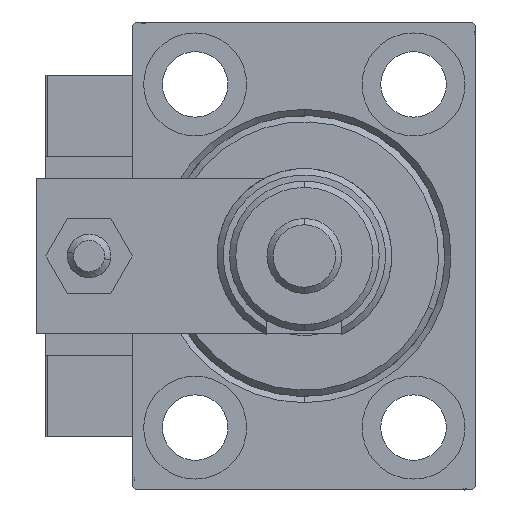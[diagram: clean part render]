
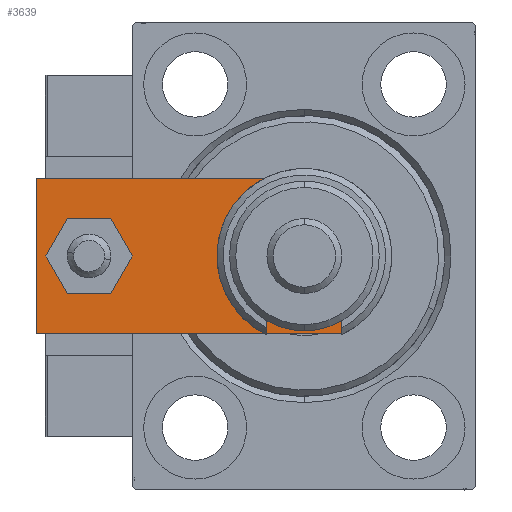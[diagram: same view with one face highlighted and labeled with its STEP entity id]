
A CAD part, left-side view. The second image highlights one B-rep face of the part: STEP entity #3639.
In plain terms, the highlighted face is planar.
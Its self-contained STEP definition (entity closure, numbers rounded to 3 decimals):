
#421 = ORIENTED_EDGE ( 'NONE', *, *, #19620, .T. ) ;
#582 = DIRECTION ( 'NONE',  ( 0.707, 0.707, 0. ) ) ;
#639 = ORIENTED_EDGE ( 'NONE', *, *, #7473, .F. ) ;
#986 = EDGE_CURVE ( 'NONE', #9232, #48282, #45028, .T. ) ;
#1113 = DIRECTION ( 'NONE',  ( 0., -1., 0. ) ) ;
#2016 = DIRECTION ( 'NONE',  ( 0., 0., 1. ) ) ;
#2444 = DIRECTION ( 'NONE',  ( 1., 0., 0. ) ) ;
#3639 = ADVANCED_FACE ( 'NONE', ( #47398, #10312, #30077 ), #10848, .T. ) ;
#6256 = DIRECTION ( 'NONE',  ( 0., 0., 1. ) ) ;
#6472 = VECTOR ( 'NONE', #41287, 1000. ) ;
#6769 = DIRECTION ( 'NONE',  ( 0., 0., 1. ) ) ;
#7473 = EDGE_CURVE ( 'NONE', #25531, #27260, #14651, .T. ) ;
#9232 = VERTEX_POINT ( 'NONE', #35691 ) ;
#10312 = FACE_OUTER_BOUND ( 'NONE', #39593, .T. ) ;
#10682 = CARTESIAN_POINT ( 'NONE',  ( 0., 46.5, 6. ) ) ;
#10790 = VECTOR ( 'NONE', #582, 1000. ) ;
#10848 = PLANE ( 'NONE',  #12072 ) ;
#11518 = VERTEX_POINT ( 'NONE', #15630 ) ;
#11734 = EDGE_CURVE ( 'NONE', #27260, #25531, #49392, .T. ) ;
#12072 = AXIS2_PLACEMENT_3D ( 'NONE', #35473, #6769, #2444 ) ;
#12618 = CARTESIAN_POINT ( 'NONE',  ( -12.5, 55., 6. ) ) ;
#13285 = VECTOR ( 'NONE', #1113, 1000. ) ;
#14651 = CIRCLE ( 'NONE', #40619, 4. ) ;
#14668 = ORIENTED_EDGE ( 'NONE', *, *, #19262, .F. ) ;
#15043 = CIRCLE ( 'NONE', #53108, 8.25 ) ;
#15630 = CARTESIAN_POINT ( 'NONE',  ( -8.25, 12., 6. ) ) ;
#15794 = DIRECTION ( 'NONE',  ( 0., 1., 0. ) ) ;
#16131 = VERTEX_POINT ( 'NONE', #34050 ) ;
#16626 = DIRECTION ( 'NONE',  ( 1., 0., 0. ) ) ;
#17355 = VERTEX_POINT ( 'NONE', #12618 ) ;
#19262 = EDGE_CURVE ( 'NONE', #48642, #11518, #33997, .T. ) ;
#19337 = VECTOR ( 'NONE', #37510, 1000. ) ;
#19350 = DIRECTION ( 'NONE',  ( 1., 0., 0. ) ) ;
#19620 = EDGE_CURVE ( 'NONE', #17355, #40760, #38207, .T. ) ;
#21757 = AXIS2_PLACEMENT_3D ( 'NONE', #10682, #2016, #19350 ) ;
#22978 = EDGE_CURVE ( 'NONE', #40760, #16131, #44833, .T. ) ;
#25531 = VERTEX_POINT ( 'NONE', #40197 ) ;
#25812 = CARTESIAN_POINT ( 'NONE',  ( 6.84, 0., 6. ) ) ;
#25831 = CARTESIAN_POINT ( 'NONE',  ( 0., 12., 6. ) ) ;
#25849 = EDGE_LOOP ( 'NONE', ( #35462, #14668 ) ) ;
#26592 = DIRECTION ( 'NONE',  ( 1., 0., 0. ) ) ;
#27092 = AXIS2_PLACEMENT_3D ( 'NONE', #25831, #42320, #16626 ) ;
#27260 = VERTEX_POINT ( 'NONE', #45541 ) ;
#28306 = CARTESIAN_POINT ( 'NONE',  ( -12.5, 0., 6. ) ) ;
#28763 = CARTESIAN_POINT ( 'NONE',  ( 8.25, 12., 6. ) ) ;
#29003 = CARTESIAN_POINT ( 'NONE',  ( 0., 12., 6. ) ) ;
#29015 = CARTESIAN_POINT ( 'NONE',  ( -12.5, 55., 6. ) ) ;
#30077 = FACE_BOUND ( 'NONE', #25849, .T. ) ;
#30609 = CARTESIAN_POINT ( 'NONE',  ( 3.42, -3.42, 6. ) ) ;
#32276 = DIRECTION ( 'NONE',  ( 1., 0., 0. ) ) ;
#32402 = EDGE_CURVE ( 'NONE', #48282, #17355, #33972, .T. ) ;
#33393 = VECTOR ( 'NONE', #36694, 1000. ) ;
#33972 = LINE ( 'NONE', #38044, #19337 ) ;
#33997 = CIRCLE ( 'NONE', #27092, 8.25 ) ;
#34050 = CARTESIAN_POINT ( 'NONE',  ( -6.84, 0., 6. ) ) ;
#35317 = ORIENTED_EDGE ( 'NONE', *, *, #32402, .T. ) ;
#35404 = EDGE_LOOP ( 'NONE', ( #639, #41611 ) ) ;
#35462 = ORIENTED_EDGE ( 'NONE', *, *, #35682, .F. ) ;
#35473 = CARTESIAN_POINT ( 'NONE',  ( 0., 0., 6. ) ) ;
#35682 = EDGE_CURVE ( 'NONE', #11518, #48642, #15043, .T. ) ;
#35691 = CARTESIAN_POINT ( 'NONE',  ( 12.5, 5.66, 6. ) ) ;
#36186 = ORIENTED_EDGE ( 'NONE', *, *, #986, .T. ) ;
#36694 = DIRECTION ( 'NONE',  ( 1., 0., 0. ) ) ;
#36702 = EDGE_CURVE ( 'NONE', #43096, #9232, #50386, .T. ) ;
#36709 = CARTESIAN_POINT ( 'NONE',  ( -3.42, -3.42, 6. ) ) ;
#37510 = DIRECTION ( 'NONE',  ( -1., 0., 0. ) ) ;
#38044 = CARTESIAN_POINT ( 'NONE',  ( 12.5, 55., 6. ) ) ;
#38207 = LINE ( 'NONE', #29015, #13285 ) ;
#39593 = EDGE_LOOP ( 'NONE', ( #421, #45119, #52814, #40897, #36186, #35317 ) ) ;
#40197 = CARTESIAN_POINT ( 'NONE',  ( -4., 46.5, 6. ) ) ;
#40619 = AXIS2_PLACEMENT_3D ( 'NONE', #43364, #6256, #26592 ) ;
#40665 = EDGE_CURVE ( 'NONE', #16131, #43096, #48887, .T. ) ;
#40760 = VERTEX_POINT ( 'NONE', #49059 ) ;
#40897 = ORIENTED_EDGE ( 'NONE', *, *, #36702, .T. ) ;
#41287 = DIRECTION ( 'NONE',  ( 0.707, -0.707, 0. ) ) ;
#41611 = ORIENTED_EDGE ( 'NONE', *, *, #11734, .F. ) ;
#41656 = VECTOR ( 'NONE', #15794, 1000. ) ;
#42320 = DIRECTION ( 'NONE',  ( 0., 0., 1. ) ) ;
#43096 = VERTEX_POINT ( 'NONE', #25812 ) ;
#43364 = CARTESIAN_POINT ( 'NONE',  ( 0., 46.5, 6. ) ) ;
#44833 = LINE ( 'NONE', #36709, #6472 ) ;
#45028 = LINE ( 'NONE', #48830, #41656 ) ;
#45119 = ORIENTED_EDGE ( 'NONE', *, *, #22978, .T. ) ;
#45541 = CARTESIAN_POINT ( 'NONE',  ( 4., 46.5, 6. ) ) ;
#47398 = FACE_BOUND ( 'NONE', #35404, .T. ) ;
#48282 = VERTEX_POINT ( 'NONE', #50798 ) ;
#48642 = VERTEX_POINT ( 'NONE', #28763 ) ;
#48795 = DIRECTION ( 'NONE',  ( 0., 0., 1. ) ) ;
#48830 = CARTESIAN_POINT ( 'NONE',  ( 12.5, 0., 6. ) ) ;
#48887 = LINE ( 'NONE', #28306, #33393 ) ;
#49059 = CARTESIAN_POINT ( 'NONE',  ( -12.5, 5.66, 6. ) ) ;
#49392 = CIRCLE ( 'NONE', #21757, 4. ) ;
#50386 = LINE ( 'NONE', #30609, #10790 ) ;
#50798 = CARTESIAN_POINT ( 'NONE',  ( 12.5, 55., 6. ) ) ;
#52814 = ORIENTED_EDGE ( 'NONE', *, *, #40665, .T. ) ;
#53108 = AXIS2_PLACEMENT_3D ( 'NONE', #29003, #48795, #32276 ) ;
